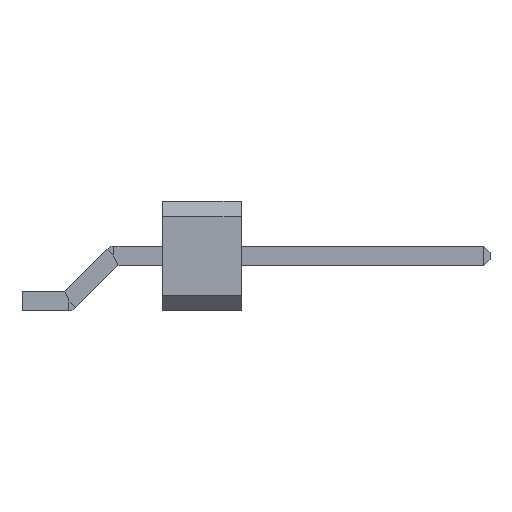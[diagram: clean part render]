
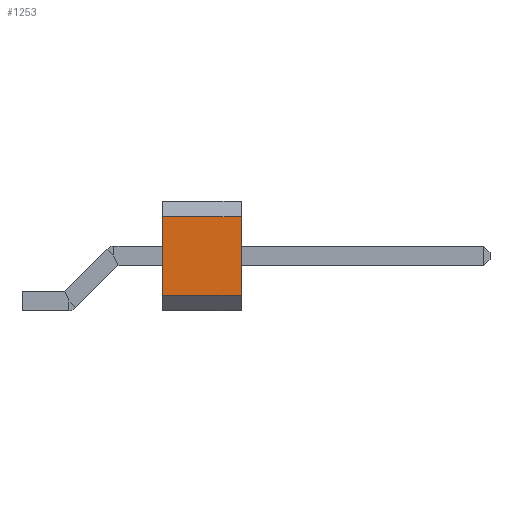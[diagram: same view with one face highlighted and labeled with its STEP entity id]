
A CAD part, front view. The second image highlights one B-rep face of the part: STEP entity #1253.
In plain terms, the highlighted planar face has unit normal (0, -1, 0).
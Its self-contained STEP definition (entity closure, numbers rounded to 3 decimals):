
#1082 = VERTEX_POINT('',#1083);
#1083 = CARTESIAN_POINT('',(3.808,-1.27,3.06));
#1089 = EDGE_CURVE('',#1082,#1090,#1092,.T.);
#1090 = VERTEX_POINT('',#1091);
#1091 = CARTESIAN_POINT('',(3.808,-1.27,0.5));
#1092 = LINE('',#1093,#1094);
#1093 = CARTESIAN_POINT('',(3.808,-1.27,3.56));
#1094 = VECTOR('',#1095,1.);
#1095 = DIRECTION('',(0.,0.,-1.));
#1170 = VERTEX_POINT('',#1171);
#1171 = CARTESIAN_POINT('',(6.348,-1.27,3.06));
#1177 = EDGE_CURVE('',#1082,#1170,#1178,.T.);
#1178 = LINE('',#1179,#1180);
#1179 = CARTESIAN_POINT('',(3.808,-1.27,3.06));
#1180 = VECTOR('',#1181,1.);
#1181 = DIRECTION('',(1.,0.,0.));
#1193 = EDGE_CURVE('',#1170,#1194,#1196,.T.);
#1194 = VERTEX_POINT('',#1195);
#1195 = CARTESIAN_POINT('',(6.348,-1.27,0.5));
#1196 = LINE('',#1197,#1198);
#1197 = CARTESIAN_POINT('',(6.348,-1.27,3.56));
#1198 = VECTOR('',#1199,1.);
#1199 = DIRECTION('',(0.,0.,-1.));
#1253 = ADVANCED_FACE('',(#1254),#1265,.F.);
#1254 = FACE_BOUND('',#1255,.F.);
#1255 = EDGE_LOOP('',(#1256,#1257,#1258,#1259));
#1256 = ORIENTED_EDGE('',*,*,#1089,.F.);
#1257 = ORIENTED_EDGE('',*,*,#1177,.T.);
#1258 = ORIENTED_EDGE('',*,*,#1193,.T.);
#1259 = ORIENTED_EDGE('',*,*,#1260,.F.);
#1260 = EDGE_CURVE('',#1090,#1194,#1261,.T.);
#1261 = LINE('',#1262,#1263);
#1262 = CARTESIAN_POINT('',(3.808,-1.27,0.5));
#1263 = VECTOR('',#1264,1.);
#1264 = DIRECTION('',(1.,0.,0.));
#1265 = PLANE('',#1266);
#1266 = AXIS2_PLACEMENT_3D('',#1267,#1268,#1269);
#1267 = CARTESIAN_POINT('',(3.808,-1.27,3.56));
#1268 = DIRECTION('',(0.,1.,0.));
#1269 = DIRECTION('',(0.,0.,-1.));
